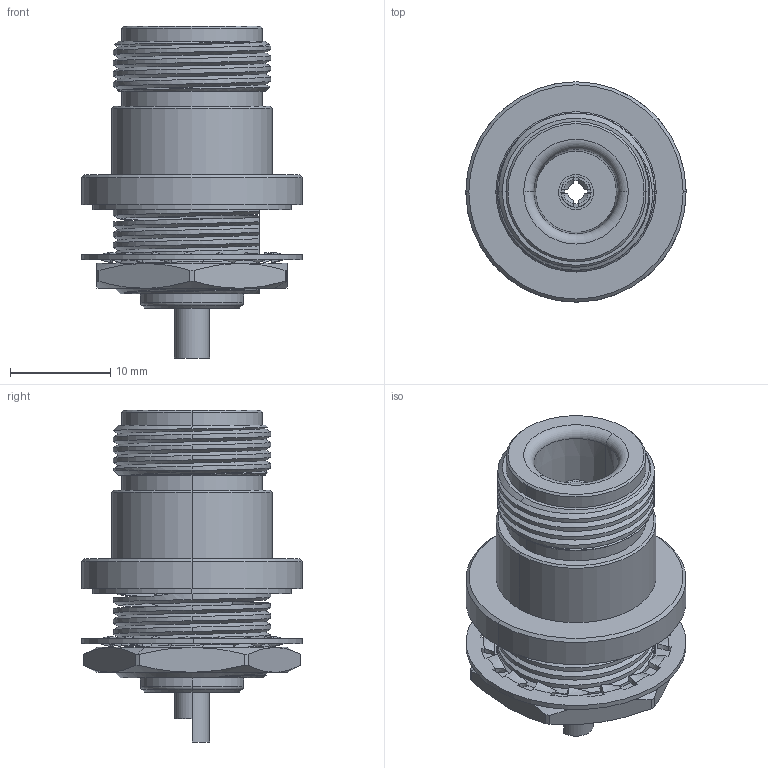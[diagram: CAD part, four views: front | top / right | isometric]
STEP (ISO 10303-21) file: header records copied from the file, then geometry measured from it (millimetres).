
FILE_DESCRIPTION (( 'STEP AP214' ), '1' );
FILE_NAME ('25-350-B3.STEP', '2025-02-27T11:55:38', ( '' ), ( '' ), 'SwSTEP 2.0', 'SolidWorks 2024', '' );
FILE_SCHEMA (( 'AUTOMOTIVE_DESIGN' ));
Length unit declared in the file: millimetre
Products named in the file (1): 25-350-B3
Bounding box: 22 x 22 x 33.16 mm (x, y, z)
Surface area: 3826.8 mm2 (no closed solid volume)
Topology: 0 solids, 10 shells, 251 faces, 774 edges, 507 vertices
Faces by surface type: bspline 72, plane 70, cylinder 58, cone 47, torus 4
Entity records: 15628 total; most frequent: CARTESIAN_POINT 9742, ORIENTED_EDGE 1332, DIRECTION 933, EDGE_CURVE 774, VERTEX_POINT 507, AXIS2_PLACEMENT_3D 350, B_SPLINE_CURVE_WITH_KNOTS 311, EDGE_LOOP 266
